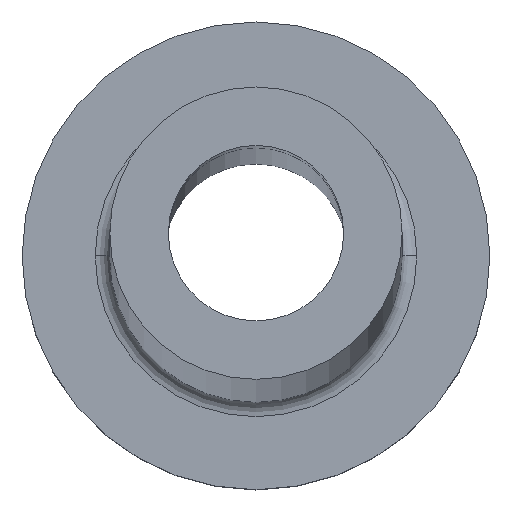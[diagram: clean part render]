
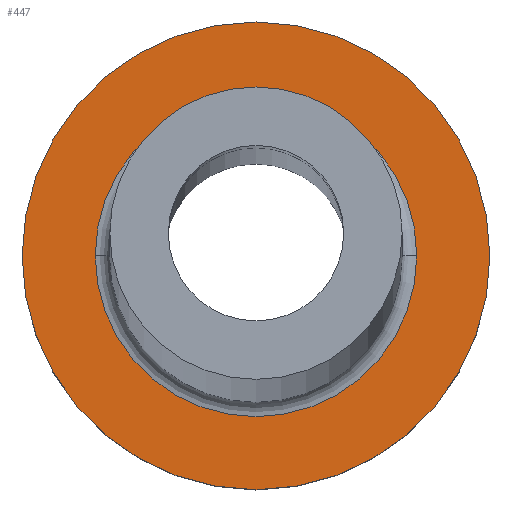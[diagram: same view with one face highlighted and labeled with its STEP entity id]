
A CAD part, top view. The second image highlights one B-rep face of the part: STEP entity #447.
In plain terms, the highlighted planar face has unit normal (0, 0, 1).
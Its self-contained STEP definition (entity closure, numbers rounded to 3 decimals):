
#3 = CIRCLE ( 'NONE', #282, 5.5 ) ;
#32 = DIRECTION ( 'NONE',  ( 1., 0., 0. ) ) ;
#35 = ORIENTED_EDGE ( 'NONE', *, *, #200, .T. ) ;
#53 = DIRECTION ( 'NONE',  ( 1., 0., 0. ) ) ;
#72 = EDGE_CURVE ( 'NONE', #230, #375, #322, .T. ) ;
#84 = DIRECTION ( 'NONE',  ( 0., 0., 1. ) ) ;
#96 = ORIENTED_EDGE ( 'NONE', *, *, #72, .T. ) ;
#100 = AXIS2_PLACEMENT_3D ( 'NONE', #114, #316, #53 ) ;
#105 = FACE_BOUND ( 'NONE', #191, .T. ) ;
#111 = ORIENTED_EDGE ( 'NONE', *, *, #349, .T. ) ;
#114 = CARTESIAN_POINT ( 'NONE',  ( 0., 0., 5. ) ) ;
#136 = DIRECTION ( 'NONE',  ( 0., 0., 1. ) ) ;
#166 = EDGE_CURVE ( 'NONE', #197, #332, #345, .T. ) ;
#183 = CARTESIAN_POINT ( 'NONE',  ( 0., 0., 5. ) ) ;
#188 = CARTESIAN_POINT ( 'NONE',  ( 0., 0., 5. ) ) ;
#189 = CARTESIAN_POINT ( 'NONE',  ( 0., 0., 5. ) ) ;
#191 = EDGE_LOOP ( 'NONE', ( #96, #35 ) ) ;
#197 = VERTEX_POINT ( 'NONE', #261 ) ;
#200 = EDGE_CURVE ( 'NONE', #375, #230, #3, .T. ) ;
#222 = DIRECTION ( 'NONE',  ( 0., 0., -1. ) ) ;
#224 = DIRECTION ( 'NONE',  ( 1., 0., 0. ) ) ;
#230 = VERTEX_POINT ( 'NONE', #254 ) ;
#239 = CARTESIAN_POINT ( 'NONE',  ( 8., 0., 5. ) ) ;
#243 = CIRCLE ( 'NONE', #293, 8. ) ;
#254 = CARTESIAN_POINT ( 'NONE',  ( 5.5, 0., 5. ) ) ;
#261 = CARTESIAN_POINT ( 'NONE',  ( -8., 0., 5. ) ) ;
#268 = PLANE ( 'NONE',  #420 ) ;
#270 = FACE_OUTER_BOUND ( 'NONE', #276, .T. ) ;
#276 = EDGE_LOOP ( 'NONE', ( #429, #111 ) ) ;
#282 = AXIS2_PLACEMENT_3D ( 'NONE', #432, #222, #458 ) ;
#293 = AXIS2_PLACEMENT_3D ( 'NONE', #188, #338, #224 ) ;
#316 = DIRECTION ( 'NONE',  ( 0., 0., -1. ) ) ;
#322 = CIRCLE ( 'NONE', #100, 5.5 ) ;
#332 = VERTEX_POINT ( 'NONE', #239 ) ;
#338 = DIRECTION ( 'NONE',  ( 0., 0., 1. ) ) ;
#345 = CIRCLE ( 'NONE', #368, 8. ) ;
#349 = EDGE_CURVE ( 'NONE', #332, #197, #243, .T. ) ;
#368 = AXIS2_PLACEMENT_3D ( 'NONE', #183, #136, #32 ) ;
#375 = VERTEX_POINT ( 'NONE', #451 ) ;
#400 = DIRECTION ( 'NONE',  ( 1., 0., 0. ) ) ;
#420 = AXIS2_PLACEMENT_3D ( 'NONE', #189, #84, #400 ) ;
#429 = ORIENTED_EDGE ( 'NONE', *, *, #166, .T. ) ;
#432 = CARTESIAN_POINT ( 'NONE',  ( 0., 0., 5. ) ) ;
#447 = ADVANCED_FACE ( 'NONE', ( #105, #270 ), #268, .T. ) ;
#451 = CARTESIAN_POINT ( 'NONE',  ( -5.5, 0., 5. ) ) ;
#458 = DIRECTION ( 'NONE',  ( 1., 0., 0. ) ) ;
